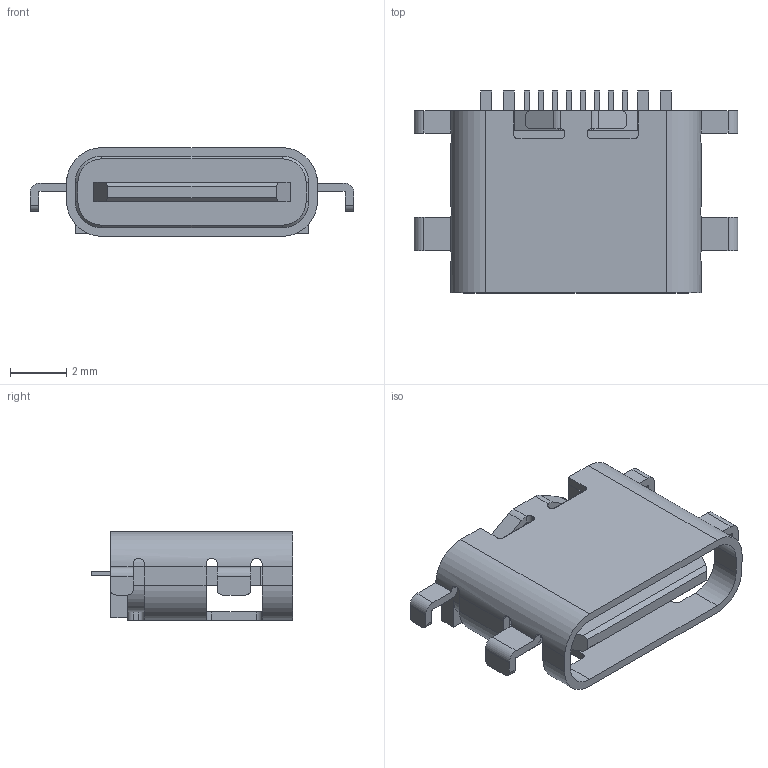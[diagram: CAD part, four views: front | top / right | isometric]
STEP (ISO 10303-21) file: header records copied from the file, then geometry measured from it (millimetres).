
FILE_DESCRIPTION (( 'STEP AP214' ), '1' );
FILE_NAME ('USB-C-SMD_SHOU_TYPE-C-16P-CB1.6.STEP', '2022-03-01T09:37:57', ( 'Sky123.Org' ), ( 'Sky123.Org' ), 'SwSTEP 2.0', 'SolidWorks 2017', '' );
FILE_SCHEMA (( 'AUTOMOTIVE_DESIGN' ));
Length unit declared in the file: millimetre
Products named in the file (1): USB-C-SMD_SHOU_TYPE-C-16P-CB1.6
Bounding box: 11.54 x 7.2 x 3.16 mm (x, y, z)
Volume: 100.6 mm3; surface area: 424.8 mm2
Topology: 2 solids, 2 shells, 297 faces, 826 edges, 548 vertices
Faces by surface type: plane 207, cylinder 72, bspline 14, cone 4
Entity records: 12915 total; most frequent: CARTESIAN_POINT 2602, ORIENTED_EDGE 1652, DIRECTION 1486, EDGE_CURVE 826, VECTOR 622, LINE 622, VERTEX_POINT 548, AXIS2_PLACEMENT_3D 432
